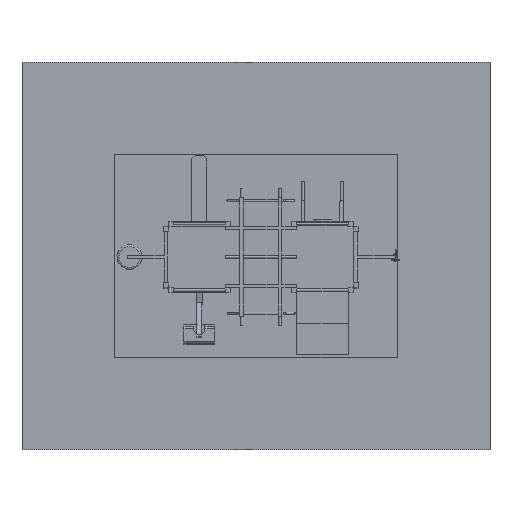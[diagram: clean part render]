
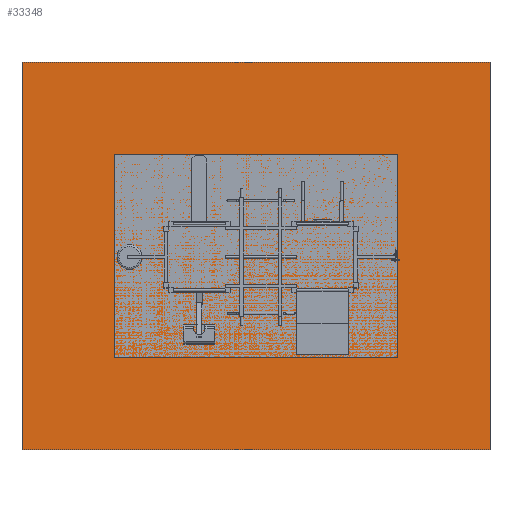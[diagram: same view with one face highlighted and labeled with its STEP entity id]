
A CAD part, top view. The second image highlights one B-rep face of the part: STEP entity #33348.
In plain terms, the highlighted planar face has unit normal (0, 0, 1).
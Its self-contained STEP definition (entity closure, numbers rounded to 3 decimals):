
#591=PLANE('',#38146);
#3975=FACE_OUTER_BOUND('',#6151,.T.);
#6151=EDGE_LOOP('',(#30580,#30581,#30582,#30583));
#7684=LINE('',#151448,#9225);
#7687=LINE('',#151454,#9228);
#7690=LINE('',#151460,#9231);
#7693=LINE('',#151464,#9234);
#9225=VECTOR('',#48781,10.);
#9228=VECTOR('',#48786,10.);
#9231=VECTOR('',#48791,10.);
#9234=VECTOR('',#48796,10.);
#15630=VERTEX_POINT('',#151445);
#15631=VERTEX_POINT('',#151447);
#15633=VERTEX_POINT('',#151453);
#15635=VERTEX_POINT('',#151459);
#20610=EDGE_CURVE('',#15631,#15630,#7684,.T.);
#20613=EDGE_CURVE('',#15633,#15631,#7687,.T.);
#20616=EDGE_CURVE('',#15635,#15633,#7690,.T.);
#20619=EDGE_CURVE('',#15630,#15635,#7693,.T.);
#30580=ORIENTED_EDGE('',*,*,#20619,.T.);
#30581=ORIENTED_EDGE('',*,*,#20616,.T.);
#30582=ORIENTED_EDGE('',*,*,#20613,.T.);
#30583=ORIENTED_EDGE('',*,*,#20610,.T.);
#33348=ADVANCED_FACE('',(#3975),#591,.T.);
#38146=AXIS2_PLACEMENT_3D('',#151465,#48797,#48798);
#48781=DIRECTION('',(0.,1.,0.));
#48786=DIRECTION('',(1.,0.,0.));
#48791=DIRECTION('',(0.,-1.,0.));
#48796=DIRECTION('',(-1.,0.,0.));
#48797=DIRECTION('center_axis',(0.,0.,1.));
#48798=DIRECTION('ref_axis',(1.,0.,0.));
#151445=CARTESIAN_POINT('',(3300.,3750.,0.));
#151447=CARTESIAN_POINT('',(3300.,-2550.,0.));
#151448=CARTESIAN_POINT('',(3300.,1050.,0.));
#151453=CARTESIAN_POINT('',(-4300.,-2550.,0.));
#151454=CARTESIAN_POINT('',(500.,-2550.,0.));
#151459=CARTESIAN_POINT('',(-4300.,3750.,0.));
#151460=CARTESIAN_POINT('',(-4300.,-950.,0.));
#151464=CARTESIAN_POINT('',(-3500.,3750.,0.));
#151465=CARTESIAN_POINT('Origin',(-1500.,50.,0.));
